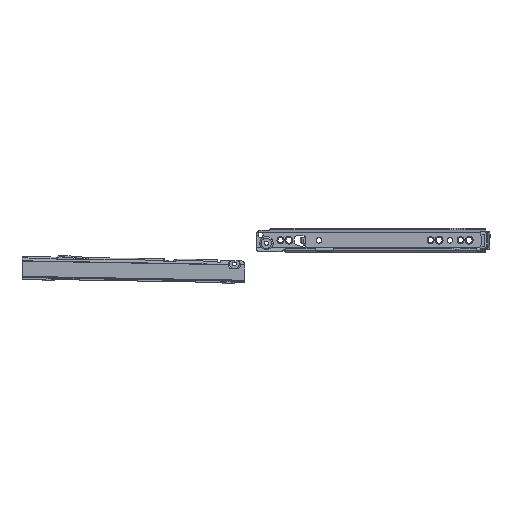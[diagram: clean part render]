
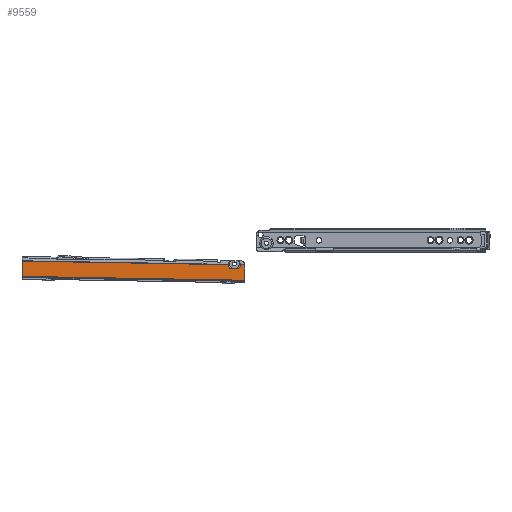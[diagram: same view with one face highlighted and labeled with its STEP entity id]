
A CAD part, top view. The second image highlights one B-rep face of the part: STEP entity #9559.
In plain terms, the highlighted planar face has unit normal (0, 0, 1).
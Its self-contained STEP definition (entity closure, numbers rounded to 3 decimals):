
#502 = ORIENTED_EDGE ( 'NONE', *, *, #12211, .F. ) ;
#518 = AXIS2_PLACEMENT_3D ( 'NONE', #4862, #15767, #7765 ) ;
#521 = ORIENTED_EDGE ( 'NONE', *, *, #12390, .T. ) ;
#834 = VECTOR ( 'NONE', #12190, 1000. ) ;
#980 = EDGE_CURVE ( 'NONE', #1252, #12222, #7835, .T. ) ;
#1252 = VERTEX_POINT ( 'NONE', #7902 ) ;
#1428 = CARTESIAN_POINT ( 'NONE',  ( 230.875, 13.5, 0.171 ) ) ;
#1634 = CARTESIAN_POINT ( 'NONE',  ( 230.875, 13.5, 0.171 ) ) ;
#2569 = DIRECTION ( 'NONE',  ( 0., 1., 0. ) ) ;
#2648 = EDGE_LOOP ( 'NONE', ( #502, #6232, #19328, #4787, #521, #16201, #7386, #8556 ) ) ;
#3895 = VERTEX_POINT ( 'NONE', #19959 ) ;
#4394 = LINE ( 'NONE', #10763, #834 ) ;
#4640 = CARTESIAN_POINT ( 'NONE',  ( 0., 17.574, 0.171 ) ) ;
#4787 = ORIENTED_EDGE ( 'NONE', *, *, #9865, .T. ) ;
#4862 = CARTESIAN_POINT ( 'NONE',  ( 0., -12.601, 0.171 ) ) ;
#5132 = DIRECTION ( 'NONE',  ( -1., 0., 0. ) ) ;
#5235 = CARTESIAN_POINT ( 'NONE',  ( 0., 17.574, 0.171 ) ) ;
#5560 = VECTOR ( 'NONE', #5904, 1000. ) ;
#5904 = DIRECTION ( 'NONE',  ( 0., -1., 0. ) ) ;
#6167 = DIRECTION ( 'NONE',  ( -1., 0., 0. ) ) ;
#6232 = ORIENTED_EDGE ( 'NONE', *, *, #15711, .T. ) ;
#7005 = DIRECTION ( 'NONE',  ( 0., 0., 1. ) ) ;
#7295 = CARTESIAN_POINT ( 'NONE',  ( 226., 18.5, 0.171 ) ) ;
#7386 = ORIENTED_EDGE ( 'NONE', *, *, #19600, .T. ) ;
#7395 = DIRECTION ( 'NONE',  ( 0., 1., 0. ) ) ;
#7574 = CIRCLE ( 'NONE', #9852, 6.983 ) ;
#7765 = DIRECTION ( 'NONE',  ( 0., 1., 0. ) ) ;
#7835 = LINE ( 'NONE', #4640, #10487 ) ;
#7902 = CARTESIAN_POINT ( 'NONE',  ( 237., 17.574, 0.171 ) ) ;
#7971 = PLANE ( 'NONE',  #518 ) ;
#8371 = EDGE_CURVE ( 'NONE', #12881, #3895, #4394, .T. ) ;
#8556 = ORIENTED_EDGE ( 'NONE', *, *, #980, .T. ) ;
#8579 = VECTOR ( 'NONE', #6167, 1000. ) ;
#8767 = VECTOR ( 'NONE', #5132, 1000. ) ;
#8792 = FACE_OUTER_BOUND ( 'NONE', #2648, .T. ) ;
#9559 = ADVANCED_FACE ( 'NONE', ( #8792 ), #7971, .F. ) ;
#9852 = AXIS2_PLACEMENT_3D ( 'NONE', #7295, #7005, #2569 ) ;
#9865 = EDGE_CURVE ( 'NONE', #11590, #18101, #19420, .T. ) ;
#10487 = VECTOR ( 'NONE', #17068, 1000. ) ;
#10763 = CARTESIAN_POINT ( 'NONE',  ( 0., 1.3, 0.171 ) ) ;
#11439 = CIRCLE ( 'NONE', #18007, 6.983 ) ;
#11590 = VERTEX_POINT ( 'NONE', #15965 ) ;
#11862 = LINE ( 'NONE', #17746, #5560 ) ;
#12190 = DIRECTION ( 'NONE',  ( 1., 0., 0. ) ) ;
#12211 = EDGE_CURVE ( 'NONE', #15731, #12222, #11439, .T. ) ;
#12222 = VERTEX_POINT ( 'NONE', #18484 ) ;
#12390 = EDGE_CURVE ( 'NONE', #18101, #12881, #11862, .T. ) ;
#12654 = VECTOR ( 'NONE', #15675, 1000. ) ;
#12786 = VERTEX_POINT ( 'NONE', #18721 ) ;
#12881 = VERTEX_POINT ( 'NONE', #14002 ) ;
#13711 = CARTESIAN_POINT ( 'NONE',  ( 237., 30.399, 0.171 ) ) ;
#14002 = CARTESIAN_POINT ( 'NONE',  ( 0., 1.3, 0.171 ) ) ;
#15594 = EDGE_CURVE ( 'NONE', #11590, #12786, #7574, .T. ) ;
#15675 = DIRECTION ( 'NONE',  ( 0., 1., 0. ) ) ;
#15711 = EDGE_CURVE ( 'NONE', #15731, #12786, #20237, .T. ) ;
#15731 = VERTEX_POINT ( 'NONE', #1634 ) ;
#15767 = DIRECTION ( 'NONE',  ( 0., 0., -1. ) ) ;
#15965 = CARTESIAN_POINT ( 'NONE',  ( 219.078, 17.574, 0.171 ) ) ;
#16201 = ORIENTED_EDGE ( 'NONE', *, *, #8371, .T. ) ;
#16734 = DIRECTION ( 'NONE',  ( 0., 0., 1. ) ) ;
#17068 = DIRECTION ( 'NONE',  ( -1., 0., 0. ) ) ;
#17746 = CARTESIAN_POINT ( 'NONE',  ( 0., -12.601, 0.171 ) ) ;
#18007 = AXIS2_PLACEMENT_3D ( 'NONE', #20017, #16734, #7395 ) ;
#18101 = VERTEX_POINT ( 'NONE', #19749 ) ;
#18484 = CARTESIAN_POINT ( 'NONE',  ( 232.922, 17.574, 0.171 ) ) ;
#18721 = CARTESIAN_POINT ( 'NONE',  ( 221.125, 13.5, 0.171 ) ) ;
#19328 = ORIENTED_EDGE ( 'NONE', *, *, #15594, .F. ) ;
#19420 = LINE ( 'NONE', #5235, #8767 ) ;
#19600 = EDGE_CURVE ( 'NONE', #3895, #1252, #20293, .T. ) ;
#19749 = CARTESIAN_POINT ( 'NONE',  ( 0., 17.574, 0.171 ) ) ;
#19959 = CARTESIAN_POINT ( 'NONE',  ( 237., 1.3, 0.171 ) ) ;
#20017 = CARTESIAN_POINT ( 'NONE',  ( 226., 18.5, 0.171 ) ) ;
#20237 = LINE ( 'NONE', #1428, #8579 ) ;
#20293 = LINE ( 'NONE', #13711, #12654 ) ;
